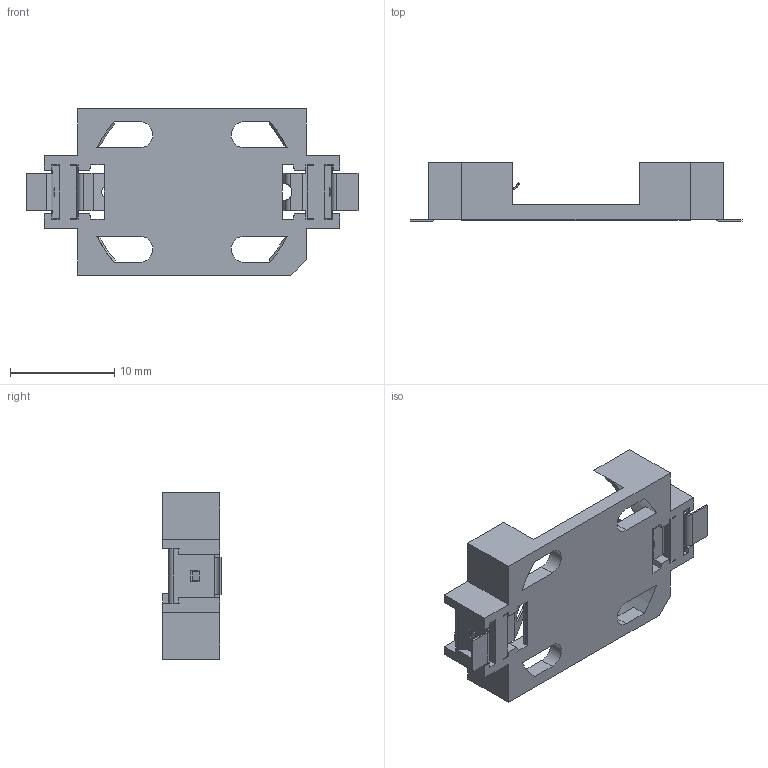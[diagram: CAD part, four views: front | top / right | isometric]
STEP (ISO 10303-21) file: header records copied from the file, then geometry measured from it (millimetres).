
FILE_DESCRIPTION (( 'STEP AP214' ), '1' );
FILE_NAME ('79527141.STEP', '2022-06-10T05:29:33', ( '' ), ( '' ), 'SwSTEP 2.0', 'SolidWorks 2018', '' );
FILE_SCHEMA (( 'AUTOMOTIVE_DESIGN' ));
Length unit declared in the file: millimetre
Products named in the file (1): 79527141
Bounding box: 31.9 x 5.65 x 16 mm (x, y, z)
Volume: 814.4 mm3; surface area: 1740.6 mm2
Topology: 3 solids, 3 shells, 304 faces, 873 edges, 577 vertices
Faces by surface type: plane 228, cylinder 68, cone 8
Entity records: 10021 total; most frequent: CARTESIAN_POINT 1965, ORIENTED_EDGE 1746, DIRECTION 1579, EDGE_CURVE 873, LINE 653, VECTOR 653, VERTEX_POINT 577, AXIS2_PLACEMENT_3D 463
